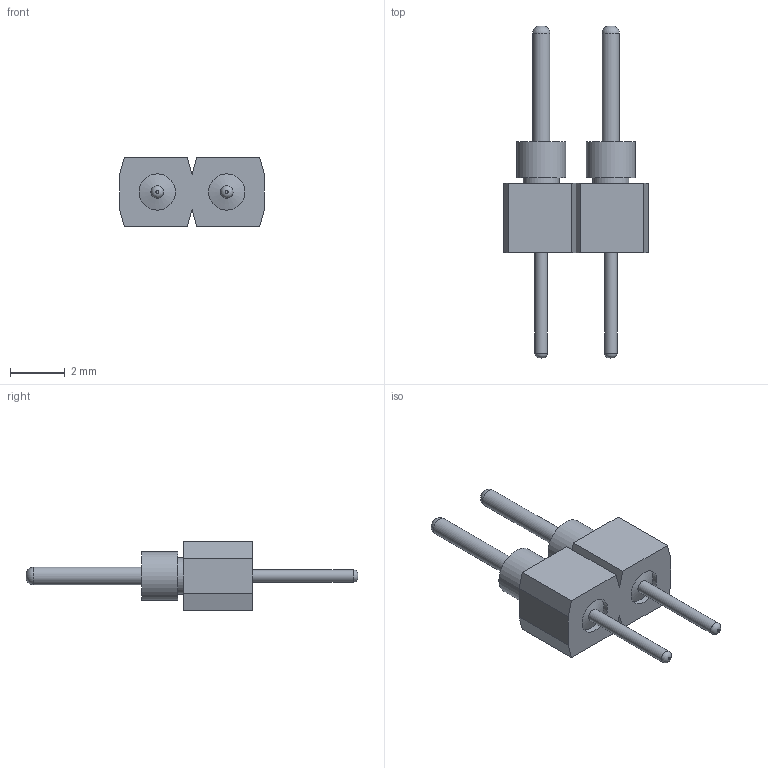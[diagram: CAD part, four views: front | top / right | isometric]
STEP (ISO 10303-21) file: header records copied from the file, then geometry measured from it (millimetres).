
FILE_DESCRIPTION(/* description */ ('STEP AP214'),/* implementation_level */ '2;1');
FILE_NAME(/* name */ 'TS-102-T-A',/* time_stamp */ '2024-02-15T03:19:52+01:00',/* author */ ('License CC BY-ND 4.0'),/* organization */ ('CADENAS'),/* preprocessor_version */ 'ST-DEVELOPER v19.3',/* originating_system */ 'PARTsolutions',/* authorisation */ ' ');
FILE_SCHEMA (('AUTOMOTIVE_DESIGN {1 0 10303 214 3 1 1}'));
Length unit declared in the file: inch
Products named in the file (3): TS-102-T-A; TS-102-G-A_socket; -101-G-A_pins
Assembly tree (3 placements, depth 2):
  TS-102-T-A
    TS-102-G-A_socket
    -101-G-A_pins  x2
Bounding box: 5.28 x 12.12 x 2.54 mm (x, y, z)
Volume: 42.1 mm3; surface area: 161.6 mm2
Topology: 3 solids, 3 shells, 50 faces, 104 edges, 68 vertices
Faces by surface type: plane 28, cylinder 14, cone 4, torus 4
Full cylindrical faces by diameter (mm): 0.457 x2, 0.635 x2, 1.321 x6, 1.778 x4
Entity records: 990 total; most frequent: DIRECTION 164, CARTESIAN_POINT 152, ORIENTED_EDGE 126, EDGE_CURVE 63, AXIS2_PLACEMENT_3D 61, EDGE_LOOP 58, FACE_BOUND 58, VERTEX_POINT 49
